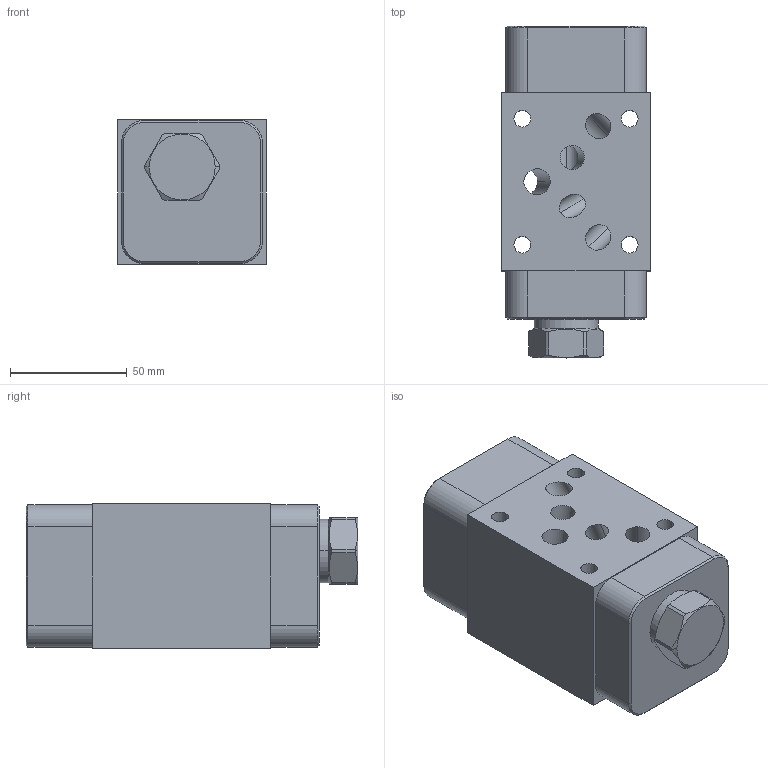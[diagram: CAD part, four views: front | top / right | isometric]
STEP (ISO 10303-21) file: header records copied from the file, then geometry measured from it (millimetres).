
FILE_DESCRIPTION((''),'2;1');
FILE_NAME('CB5_ASM','2023-07-17T',('ProEService'),(''),'PRO/ENGINEER BY PARAMETRIC TECHNOLOGY CORPORATION, 2014200','PRO/ENGINEER BY PARAMETRIC TECHNOLOGY CORPORATION, 2014200','');
FILE_SCHEMA(('CONFIG_CONTROL_DESIGN'));
Length unit declared in the file: inch
Products named in the file (5): 151-505; CXFAXAN; 500-001-014; 700-001; CB5_ASM
Assembly tree (8 placements, depth 2):
  CB5_ASM
    151-505
    CXFAXAN
    500-001-014  x5
    700-001
Bounding box: 63.5 x 142.06 x 61.93 mm (x, y, z)
Volume: 419699.8 mm3; surface area: 69368.2 mm2
Topology: 4 solids, 4 shells, 237 faces, 801 edges, 703 vertices
Faces by surface type: cylinder 102, plane 47, cone 45, torus 24, sphere 11, revolution 8
Entity records: 11121 total; most frequent: CARTESIAN_POINT 4199, DIRECTION 1452, ORIENTED_EDGE 1144, EDGE_CURVE 572, AXIS2_PLACEMENT_3D 506, VECTOR 432, LINE 432, VERTEX_POINT 353
